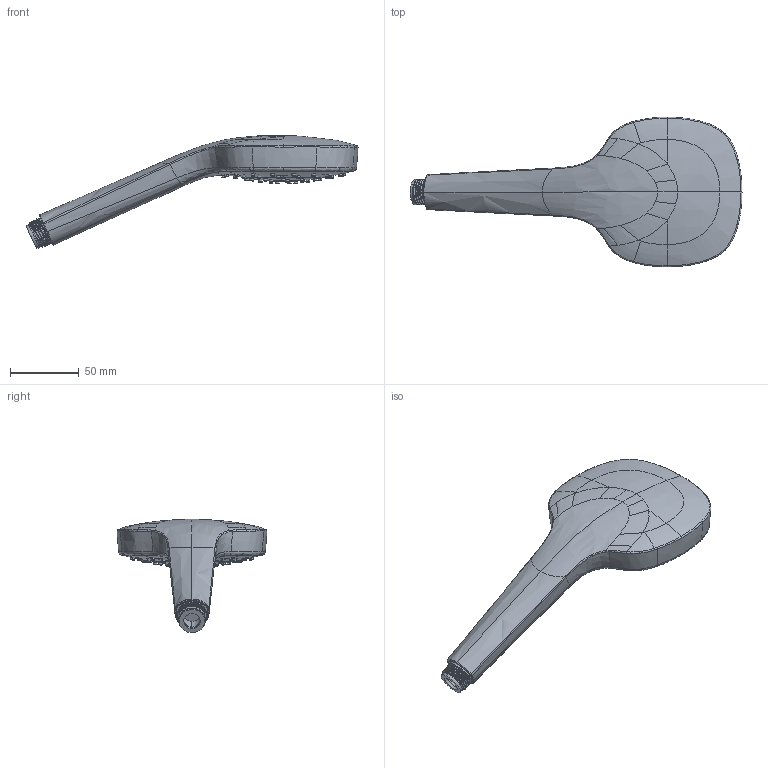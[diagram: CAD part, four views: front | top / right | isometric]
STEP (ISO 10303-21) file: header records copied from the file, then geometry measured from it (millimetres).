
FILE_DESCRIPTION(('CAx-IF Rec.Pracs.---Model Styling and Organization---1.2---2011-12-15','CAx-IF Rec.Pracs.---Geometric and Assembly Validation Properties---4.1---2014-06-16','CAx-IF Rec.Pracs.---PMI Polyline Presentation---2.0---2013-05-24'),'2;1');
FILE_NAME('1000110044_PPR_000.stp','2016-12-07T14:09:35+01:00',(''),(''),'STEP Interface 4.0.1101 by CT CoreTechnologie','3D_Evolution4.0.1101 by CT CoreTechnologie','');
FILE_SCHEMA(('AP203_CONFIGURATION_CONTROLLED_3D_DESIGN_OF_MECHANICAL_PARTS_AND_ASSEMBLIES_MIM_LF'));
Length unit declared in the file: millimetre
Products named in the file (9): P_2 HG MySelect E 1jet HB weiss_chrom 1000110044_PPR_000_A0; P_2 Griff HB Croma Select 110 E 1000087827_PPA_000_A0; P_2 Kartusche 1 Jet Croma 110 Select E 1000087881_PPR_000_A0; P_2 Strahlscheibe 1-Jet Croma Select E 1000087884_PPA_000_A0; P_2 Verteilereinheit 1 Jet Croma Sel.110 1000086612_PPR_000_A0; P_2 Deckel 3-Jet Croma 110 Select 02 1000075828_PPA_000_A0; P_2 Verteiler Croma 110 Select 02 1000088213_PPA_000_A0; P_2 Wasserfuehrung HB Croma Select S(R06 1000087528_PPA_000_A0; Schlauchring 12x18,5 EPDM 1000086978_PPA_000_A0
Assembly tree (8 placements, depth 4):
  P_2 HG MySelect E 1jet HB weiss_chrom 1000110044_PPR_000_A0
    P_2 Griff HB Croma Select 110 E 1000087827_PPA_000_A0
    P_2 Kartusche 1 Jet Croma 110 Select E 1000087881_PPR_000_A0
      P_2 Strahlscheibe 1-Jet Croma Select E 1000087884_PPA_000_A0
      P_2 Verteilereinheit 1 Jet Croma Sel.110 1000086612_PPR_000_A0
        P_2 Deckel 3-Jet Croma 110 Select 02 1000075828_PPA_000_A0
        P_2 Verteiler Croma 110 Select 02 1000088213_PPA_000_A0
    P_2 Wasserfuehrung HB Croma Select S(R06 1000087528_PPA_000_A0
    Schlauchring 12x18,5 EPDM 1000086978_PPA_000_A0
Bounding box: 240.85 x 108.65 x 82.23 mm (x, y, z)
Volume: 458871.3 mm3; surface area: 106476.5 mm2
Topology: 6 solids, 7 shells, 1979 faces, 4677 edges, 2836 vertices
Faces by surface type: bspline 1395, plane 320, cylinder 264
Entity records: 159408 total; most frequent: CARTESIAN_POINT 98555, ORIENTED_EDGE 9266, DIRECTION 6938, EDGE_CURVE 4633, VERTEX_POINT 2836, AXIS2_PLACEMENT_3D 2801, CIRCLE 2208, EDGE_LOOP 2147
